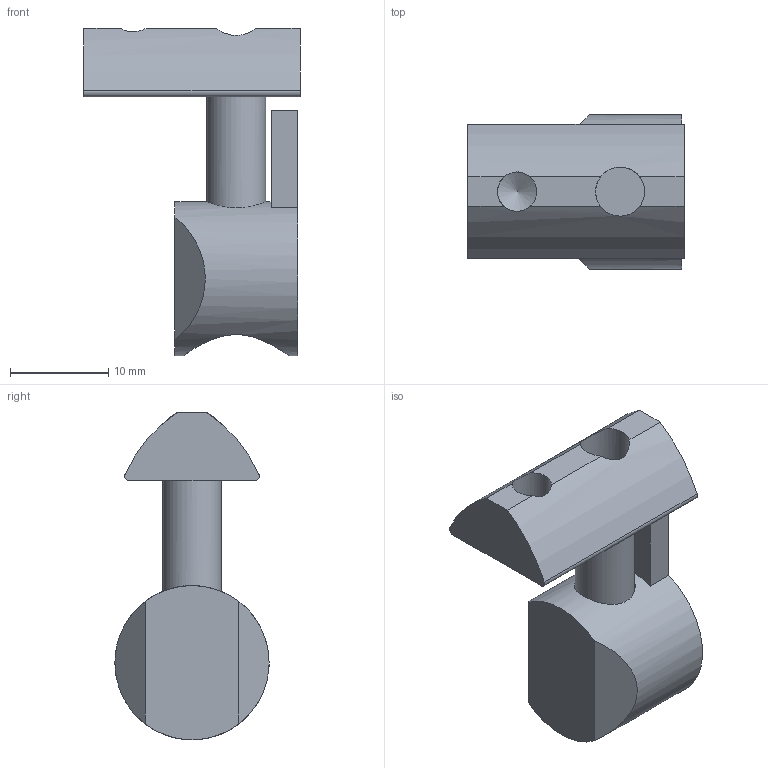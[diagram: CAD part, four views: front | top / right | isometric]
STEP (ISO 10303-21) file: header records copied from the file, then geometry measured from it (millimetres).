
FILE_DESCRIPTION(('STEP AP203'),'1');
FILE_NAME('FIXE06E3422.stp','2023-12-11T10:18:51',(' '),(' '),'Spatial InterOp 3D',' ',' ');
FILE_SCHEMA(('CONFIG_CONTROL_DESIGN'));
Length unit declared in the file: millimetre
Products named in the file (5): Fixation universelle 8 30, visserie inox; Écrou 8 St M6, inox; Vis BHC - M6x20; Noix Universelle 6; Fixation universelle 6, inox
Assembly tree (4 placements, depth 3):
  Fixation universelle 6, inox
    Fixation universelle 8 30, visserie inox
      Écrou 8 St M6, inox
      Vis BHC - M6x20
      Noix Universelle 6
Bounding box: 22 x 15.7 x 33.35 mm (x, y, z)
Volume: 3572 mm3; surface area: 3138.5 mm2
Topology: 3 solids, 3 shells, 39 faces, 97 edges, 63 vertices
Faces by surface type: plane 24, cylinder 11, cone 3, sphere 1
Full cylindrical faces by diameter (mm): 4 x1, 5 x1, 6 x2, 6.2 x1, 10.8 x1, 15.7 x1
Entity records: 2013 total; most frequent: CARTESIAN_POINT 467, DIRECTION 182, ORIENTED_EDGE 156, EDGE_CURVE 78, PROPERTY_DEFINITION_REPRESENTATION 74, GENERAL_PROPERTY_ASSOCIATION 74, PROPERTY_DEFINITION 74, REPRESENTATION 74
